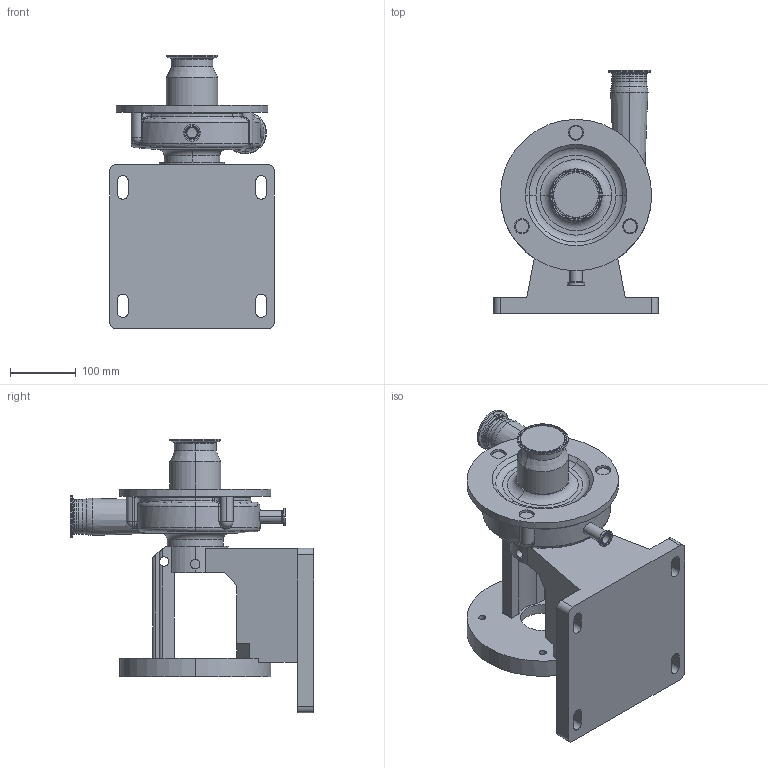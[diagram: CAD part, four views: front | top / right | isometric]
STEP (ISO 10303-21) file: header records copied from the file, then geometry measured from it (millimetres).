
FILE_DESCRIPTION (( 'STEP AP214' ), '1' );
FILE_NAME ('FP 352 180TC VERTICAL 3-4 In STRAIGHT DRAIN.STEP', '2010-02-23T21:04:05', ( ' ' ), ( '' ), 'SwSTEP 2.0', 'SolidWorks 2010', '' );
FILE_SCHEMA (( 'AUTOMOTIVE_DESIGN' ));
Length unit declared in the file: millimetre
Products named in the file (2): FP 352 180TC VERTICAL 3-4 In STRAIGHT DRAIN^1275000115; FP 352 180TC VERTICAL 3-4 In STRAIGHT DRAIN
Assembly tree (1 placements, depth 2):
  FP 352 180TC VERTICAL 3-4 In STRAIGHT DRAIN
    FP 352 180TC VERTICAL 3-4 In STRAIGHT DRAIN^1275000115
Bounding box: 250 x 370 x 416 mm (x, y, z)
Volume: 7270759.1 mm3; surface area: 606005.7 mm2
Topology: 1 solids, 3 shells, 374 faces, 941 edges, 576 vertices
Faces by surface type: cylinder 143, plane 91, torus 55, bspline 43, cone 33, sphere 9
Entity records: 23682 total; most frequent: CARTESIAN_POINT 14697, DIRECTION 1919, ORIENTED_EDGE 1870, EDGE_CURVE 935, AXIS2_PLACEMENT_3D 787, VERTEX_POINT 574, CIRCLE 452, EDGE_LOOP 417
